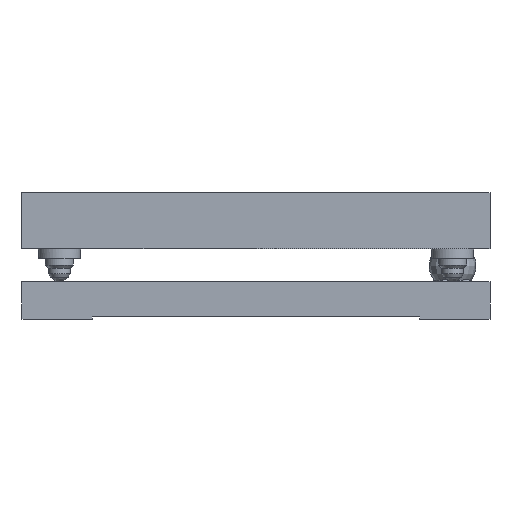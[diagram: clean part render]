
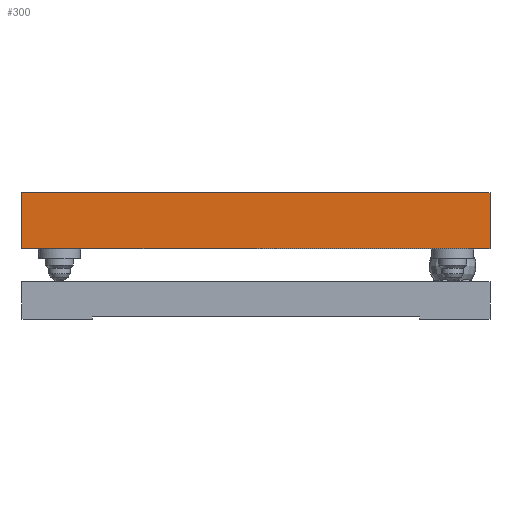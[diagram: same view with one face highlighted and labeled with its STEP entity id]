
A CAD part, front view. The second image highlights one B-rep face of the part: STEP entity #300.
In plain terms, the highlighted planar face has unit normal (0, -1, 0).
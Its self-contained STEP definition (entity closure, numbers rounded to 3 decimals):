
#300=ADVANCED_FACE('',(#664),#6225,.T.);
#664=FACE_OUTER_BOUND('',#1079,.T.);
#1079=EDGE_LOOP('',(#2109,#2110,#2111,#2112));
#2109=ORIENTED_EDGE('',*,*,#3877,.T.);
#2110=ORIENTED_EDGE('',*,*,#3878,.T.);
#2111=ORIENTED_EDGE('',*,*,#3874,.F.);
#2112=ORIENTED_EDGE('',*,*,#3814,.T.);
#3814=EDGE_CURVE('',#5796,#5797,#4606,.T.);
#3874=EDGE_CURVE('',#5796,#5820,#4640,.T.);
#3877=EDGE_CURVE('',#5797,#5822,#4643,.T.);
#3878=EDGE_CURVE('',#5822,#5820,#4644,.T.);
#4606=B_SPLINE_CURVE_WITH_KNOTS('',1,(#10489,#10490),.UNSPECIFIED.,.F.,
 .F.,(2,2),(-100.,0.),.UNSPECIFIED.);
#4640=B_SPLINE_CURVE_WITH_KNOTS('',1,(#11089,#11090),.UNSPECIFIED.,.F.,
 .F.,(2,2),(0.,12.),.UNSPECIFIED.);
#4643=B_SPLINE_CURVE_WITH_KNOTS('',1,(#11095,#11096),.UNSPECIFIED.,.F.,
 .F.,(2,2),(0.,12.),.UNSPECIFIED.);
#4644=B_SPLINE_CURVE_WITH_KNOTS('',1,(#11097,#11098),.UNSPECIFIED.,.F.,
 .F.,(2,2),(0.,100.),.UNSPECIFIED.);
#5796=VERTEX_POINT('',#8769);
#5797=VERTEX_POINT('',#8770);
#5820=VERTEX_POINT('',#8793);
#5822=VERTEX_POINT('',#8795);
#6225=PLANE('',#6677);
#6677=AXIS2_PLACEMENT_3D('',#7827,#6978,$);
#6978=DIRECTION('',(0.,-1.,0.));
#7827=CARTESIAN_POINT('',(-60.12,-60.,28.32));
#8769=CARTESIAN_POINT('',(50.,-60.,27.));
#8770=CARTESIAN_POINT('',(-50.,-60.,27.));
#8793=CARTESIAN_POINT('',(50.,-60.,15.));
#8795=CARTESIAN_POINT('',(-50.,-60.,15.));
#10489=CARTESIAN_POINT('',(50.,-60.,27.));
#10490=CARTESIAN_POINT('',(-50.,-60.,27.));
#11089=CARTESIAN_POINT('',(50.,-60.,27.));
#11090=CARTESIAN_POINT('',(50.,-60.,15.));
#11095=CARTESIAN_POINT('',(-50.,-60.,27.));
#11096=CARTESIAN_POINT('',(-50.,-60.,15.));
#11097=CARTESIAN_POINT('',(-50.,-60.,15.));
#11098=CARTESIAN_POINT('',(50.,-60.,15.));
